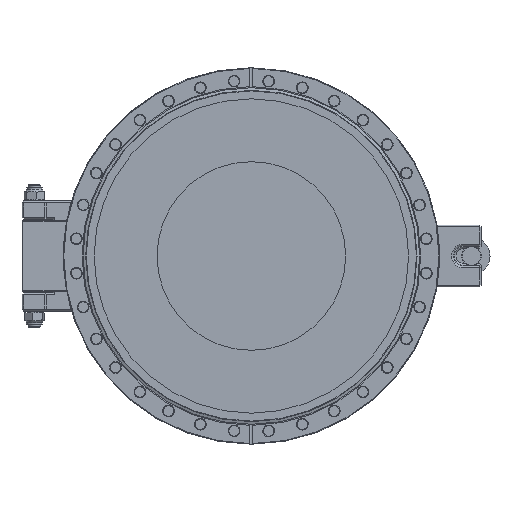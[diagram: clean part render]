
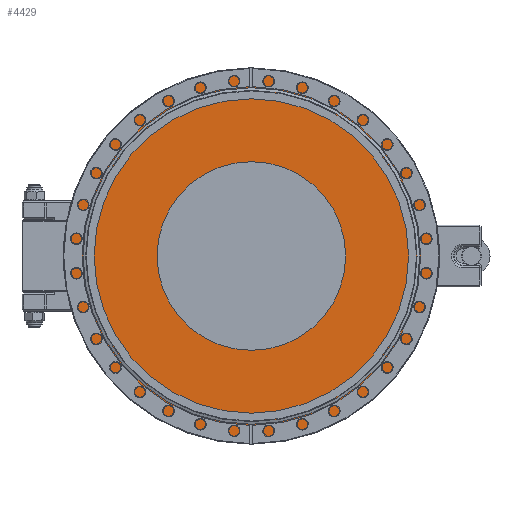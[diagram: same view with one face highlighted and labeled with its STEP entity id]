
A CAD part, front view. The second image highlights one B-rep face of the part: STEP entity #4429.
In plain terms, the highlighted planar face has unit normal (0, -1, 0).
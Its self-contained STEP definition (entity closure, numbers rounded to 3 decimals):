
#897=PLANE('',#4921);
#1155=FACE_BOUND('',#1610,.T.);
#1298=FACE_OUTER_BOUND('',#1609,.T.);
#1609=EDGE_LOOP('',(#3480));
#1610=EDGE_LOOP('',(#3481));
#1945=CIRCLE('',#4922,151.02);
#1946=CIRCLE('',#4923,76.2);
#2220=VERTEX_POINT('',#7068);
#2221=VERTEX_POINT('',#7070);
#2753=EDGE_CURVE('',#2220,#2220,#1945,.T.);
#2754=EDGE_CURVE('',#2221,#2221,#1946,.T.);
#3480=ORIENTED_EDGE('',*,*,#2753,.F.);
#3481=ORIENTED_EDGE('',*,*,#2754,.F.);
#4429=ADVANCED_FACE('',(#1298,#1155),#897,.T.);
#4921=AXIS2_PLACEMENT_3D('',#7067,#5683,#5684);
#4922=AXIS2_PLACEMENT_3D('',#7069,#5685,#5686);
#4923=AXIS2_PLACEMENT_3D('',#7071,#5687,#5688);
#5683=DIRECTION('center_axis',(0.,-1.,0.));
#5684=DIRECTION('ref_axis',(-1.,0.,0.));
#5685=DIRECTION('center_axis',(0.,1.,0.));
#5686=DIRECTION('ref_axis',(1.,0.,0.));
#5687=DIRECTION('center_axis',(0.,-1.,0.));
#5688=DIRECTION('ref_axis',(0.,0.,-1.));
#7067=CARTESIAN_POINT('Origin',(-76.2,0.,0.));
#7068=CARTESIAN_POINT('',(-151.02,0.,0.));
#7069=CARTESIAN_POINT('Origin',(0.,0.,
0.));
#7070=CARTESIAN_POINT('',(-76.2,0.,0.));
#7071=CARTESIAN_POINT('Origin',(0.,0.,
0.));
